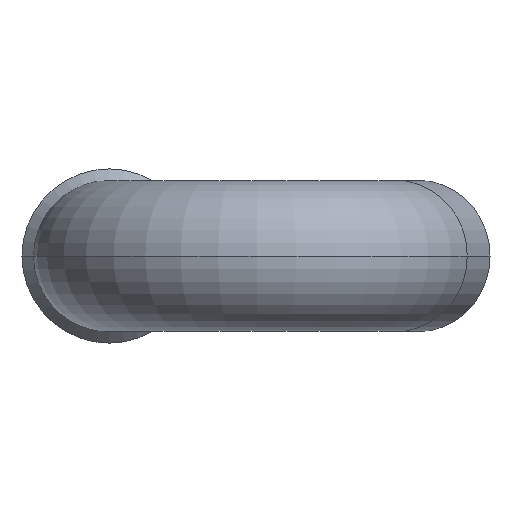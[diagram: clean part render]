
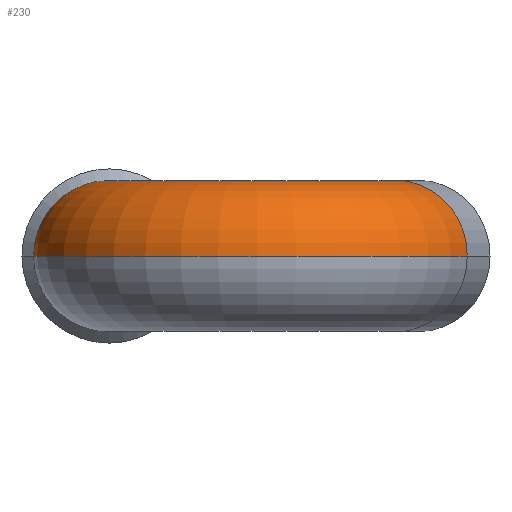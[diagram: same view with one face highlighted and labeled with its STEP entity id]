
A CAD part, front view. The second image highlights one B-rep face of the part: STEP entity #230.
In plain terms, the highlighted toroidal (fillet/blend) face has major radius 5.1 mm and minor radius 2.6 mm.
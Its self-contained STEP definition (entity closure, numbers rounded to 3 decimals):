
#8 = ORIENTED_EDGE ( 'NONE', *, *, #242, .T. ) ;
#18 = CIRCLE ( 'NONE', #187, 2.5 ) ;
#38 = CIRCLE ( 'NONE', #412, 2.6 ) ;
#43 = FACE_OUTER_BOUND ( 'NONE', #83, .T. ) ;
#51 = TOROIDAL_SURFACE ( 'NONE', #243, 5.1, 2.6 ) ;
#59 = CIRCLE ( 'NONE', #181, 7.7 ) ;
#68 = VERTEX_POINT ( 'NONE', #368 ) ;
#83 = EDGE_LOOP ( 'NONE', ( #88, #85, #8, #87 ) ) ;
#85 = ORIENTED_EDGE ( 'NONE', *, *, #218, .T. ) ;
#87 = ORIENTED_EDGE ( 'NONE', *, *, #390, .F. ) ;
#88 = ORIENTED_EDGE ( 'NONE', *, *, #417, .F. ) ;
#89 = VERTEX_POINT ( 'NONE', #443 ) ;
#113 = CARTESIAN_POINT ( 'NONE',  ( 2.6, -16.3, 0. ) ) ;
#158 = VERTEX_POINT ( 'NONE', #113 ) ;
#164 = VERTEX_POINT ( 'NONE', #413 ) ;
#181 = AXIS2_PLACEMENT_3D ( 'NONE', #435, #438, #261 ) ;
#187 = AXIS2_PLACEMENT_3D ( 'NONE', #416, #418, #425 ) ;
#218 = EDGE_CURVE ( 'NONE', #89, #164, #59, .T. ) ;
#230 = ADVANCED_FACE ( 'NONE', ( #43 ), #51, .T. ) ;
#242 = EDGE_CURVE ( 'NONE', #164, #68, #38, .T. ) ;
#243 = AXIS2_PLACEMENT_3D ( 'NONE', #347, #373, #396 ) ;
#244 = CIRCLE ( 'NONE', #375, 2.6 ) ;
#261 = DIRECTION ( 'NONE',  ( 1., 0., 0. ) ) ;
#283 = CARTESIAN_POINT ( 'NONE',  ( 0., -16.3, 0. ) ) ;
#289 = DIRECTION ( 'NONE',  ( 0., 1., 0. ) ) ;
#343 = DIRECTION ( 'NONE',  ( -0.342, -0.94, 0. ) ) ;
#347 = CARTESIAN_POINT ( 'NONE',  ( 5.1, -16.3, 0. ) ) ;
#368 = CARTESIAN_POINT ( 'NONE',  ( 7.449, -17.155, 0. ) ) ;
#373 = DIRECTION ( 'NONE',  ( 0., 0., 1. ) ) ;
#375 = AXIS2_PLACEMENT_3D ( 'NONE', #283, #289, #441 ) ;
#390 = EDGE_CURVE ( 'NONE', #158, #68, #18, .T. ) ;
#396 = DIRECTION ( 'NONE',  ( 1., 0., 0. ) ) ;
#412 = AXIS2_PLACEMENT_3D ( 'NONE', #428, #343, #427 ) ;
#413 = CARTESIAN_POINT ( 'NONE',  ( 12.336, -18.934, 0. ) ) ;
#416 = CARTESIAN_POINT ( 'NONE',  ( 5.1, -16.3, 0. ) ) ;
#417 = EDGE_CURVE ( 'NONE', #89, #158, #244, .T. ) ;
#418 = DIRECTION ( 'NONE',  ( 0., 0., 1. ) ) ;
#425 = DIRECTION ( 'NONE',  ( 1., 0., 0. ) ) ;
#427 = DIRECTION ( 'NONE',  ( 0., 0., 1. ) ) ;
#428 = CARTESIAN_POINT ( 'NONE',  ( 9.892, -18.044, 0. ) ) ;
#435 = CARTESIAN_POINT ( 'NONE',  ( 5.1, -16.3, 0. ) ) ;
#438 = DIRECTION ( 'NONE',  ( 0., 0., 1. ) ) ;
#441 = DIRECTION ( 'NONE',  ( 0., 0., 1. ) ) ;
#443 = CARTESIAN_POINT ( 'NONE',  ( -2.6, -16.3, 0. ) ) ;
